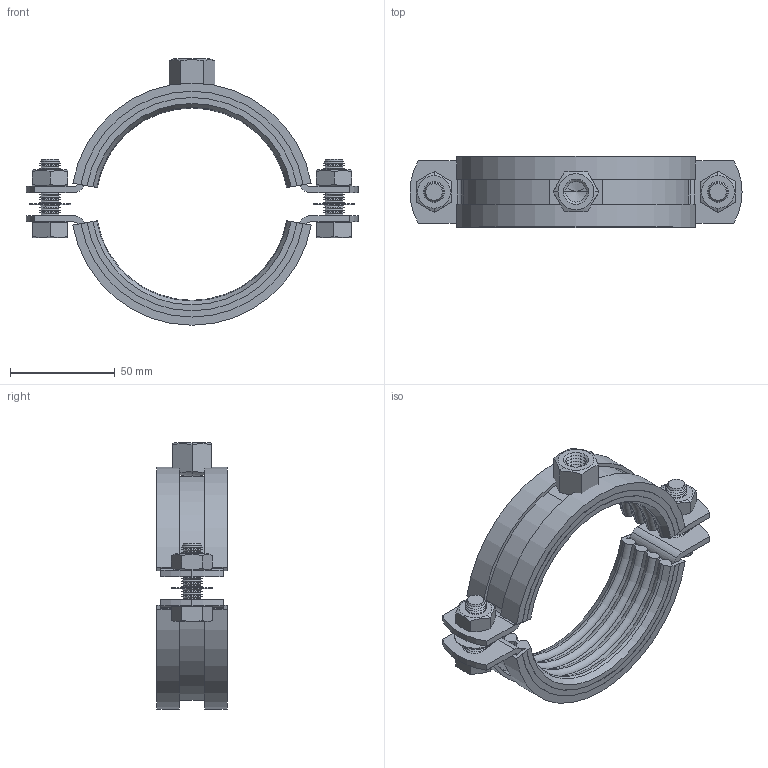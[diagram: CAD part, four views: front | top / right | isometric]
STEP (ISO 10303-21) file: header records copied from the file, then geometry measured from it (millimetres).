
FILE_DESCRIPTION((''),'2;1');
FILE_NAME('39187.stp','2007-07-26T09:36:33',(''),(''),'Mechanical Desktop.R8.0.24.0','Mechanical Desktop.R8.0.24.0',', , ');
FILE_SCHEMA(('CONFIG_CONTROL_DESIGN'));
Length unit declared in the file: millimetre
Products named in the file (20): 39187; TEIL1; TEIL2; 20184; 20184$0$AVE_RENDER; 20184$0$AVE_GLOBAL; 20184$0$RM_SDB; UVS20,5X9X0,5; ~TEIL1; DIN 933 M10X30; ~~TEIL1; HUTMUTTER12; 09-474; ~~~TEIL1; STREIFENGELB; GELB$0$AVE_RENDER; GELB$0$AVE_GLOBAL; GELB$0$RM_SDB; RM_SDB; LAYER
Assembly tree (43 placements, depth 3):
  39187
    TEIL1
    TEIL2
    20184  x2
      20184$0$AVE_RENDER
      20184$0$AVE_GLOBAL
      20184$0$RM_SDB
    UVS20,5X9X0,5  x2
      ~TEIL1
    DIN 933 M10X30  x2
      ~~TEIL1
    HUTMUTTER12
    09-474  x2
      ~~~TEIL1
    STREIFENGELB  x4
      GELB$0$AVE_RENDER
      GELB$0$AVE_GLOBAL
      GELB$0$RM_SDB
    RM_SDB  x4
    LAYER
Bounding box: 158.8 x 33.8 x 127.44 mm (x, y, z)
Volume: 103697.4 mm3; surface area: 85480 mm2
Topology: 15 solids, 15 shells, 459 faces, 1056 edges, 628 vertices
Faces by surface type: cone 232, plane 99, cylinder 94, torus 32, bspline 2
Entity records: 8475 total; most frequent: DIRECTION 1574, CARTESIAN_POINT 1465, ORIENTED_EDGE 1294, EDGE_CURVE 647, AXIS2_PLACEMENT_3D 636, VERTEX_POINT 389, CIRCLE 317, VECTOR 302
